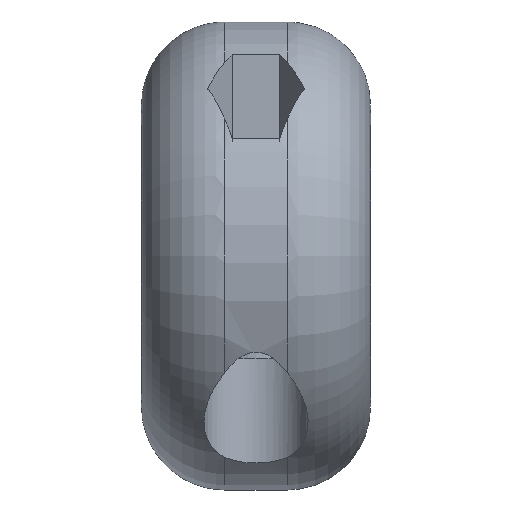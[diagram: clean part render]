
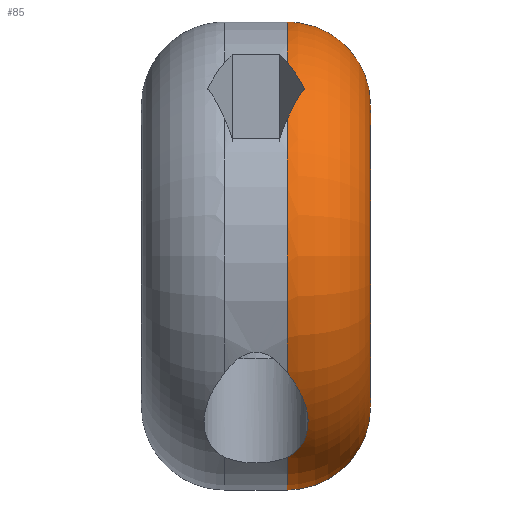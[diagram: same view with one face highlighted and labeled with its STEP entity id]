
A CAD part, top view. The second image highlights one B-rep face of the part: STEP entity #85.
In plain terms, the highlighted toroidal (fillet/blend) face has major radius 14.5 mm and minor radius 8 mm.
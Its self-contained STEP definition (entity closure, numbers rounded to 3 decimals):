
#85 = ADVANCED_FACE( '', ( #145, #146 ), #147, .T. );
#145 = FACE_OUTER_BOUND( '', #254, .T. );
#146 = FACE_OUTER_BOUND( '', #255, .T. );
#147 = TOROIDAL_SURFACE( '', #256, 14.5, 8. );
#254 = EDGE_LOOP( '', ( #419, #420, #421, #422, #423, #424, #425, #426, #427, #428 ) );
#255 = EDGE_LOOP( '', ( #429 ) );
#256 = AXIS2_PLACEMENT_3D( '', #430, #431, #432 );
#419 = ORIENTED_EDGE( '', *, *, #737, .T. );
#420 = ORIENTED_EDGE( '', *, *, #740, .T. );
#421 = ORIENTED_EDGE( '', *, *, #723, .T. );
#422 = ORIENTED_EDGE( '', *, *, #727, .T. );
#423 = ORIENTED_EDGE( '', *, *, #741, .T. );
#424 = ORIENTED_EDGE( '', *, *, #700, .F. );
#425 = ORIENTED_EDGE( '', *, *, #742, .T. );
#426 = ORIENTED_EDGE( '', *, *, #708, .F. );
#427 = ORIENTED_EDGE( '', *, *, #703, .F. );
#428 = ORIENTED_EDGE( '', *, *, #743, .T. );
#429 = ORIENTED_EDGE( '', *, *, #744, .F. );
#430 = CARTESIAN_POINT( '', ( 3., 0., 0. ) );
#431 = DIRECTION( '', ( 1., 0., 0. ) );
#432 = DIRECTION( '', ( 0., 0., -1. ) );
#700 = EDGE_CURVE( '', #809, #811, #812, .T. );
#703 = EDGE_CURVE( '', #816, #817, #818, .T. );
#708 = EDGE_CURVE( '', #817, #826, #827, .T. );
#723 = EDGE_CURVE( '', #846, #852, #854, .T. );
#727 = EDGE_CURVE( '', #852, #859, #861, .T. );
#737 = EDGE_CURVE( '', #879, #877, #880, .T. );
#740 = EDGE_CURVE( '', #877, #846, #884, .T. );
#741 = EDGE_CURVE( '', #859, #811, #885, .T. );
#742 = EDGE_CURVE( '', #809, #826, #886, .T. );
#743 = EDGE_CURVE( '', #816, #879, #887, .T. );
#744 = EDGE_CURVE( '', #888, #888, #889, .T. );
#809 = VERTEX_POINT( '', #1014 );
#811 = VERTEX_POINT( '', #1033 );
#812 = B_SPLINE_CURVE_WITH_KNOTS( '', 3, ( #1034, #1035, #1036, #1037, #1038, #1039, #1040, #1041, #1042, #1043, #1044, #1045, #1046, #1047, #1048, #1049, #1050, #1051, #1052, #1053, #1054, #1055 ), .UNSPECIFIED., .F., .F., ( 4, 2, 2, 2, 2, 2, 2, 2, 2, 2, 4 ), ( 0., 0.002, 0.002, 0.003, 0.004, 0.005, 0.006, 0.008, 0.009, 0.011, 0.012 ), .UNSPECIFIED. );
#816 = VERTEX_POINT( '', #1080 );
#817 = VERTEX_POINT( '', #1081 );
#818 = B_SPLINE_CURVE_WITH_KNOTS( '', 3, ( #1082, #1083, #1084, #1085 ), .UNSPECIFIED., .F., .F., ( 4, 4 ), ( 0., 0.004 ), .UNSPECIFIED. );
#826 = VERTEX_POINT( '', #1096 );
#827 = B_SPLINE_CURVE_WITH_KNOTS( '', 3, ( #1097, #1098, #1099, #1100 ), .UNSPECIFIED., .F., .F., ( 4, 4 ), ( 0., 0.004 ), .UNSPECIFIED. );
#846 = VERTEX_POINT( '', #1129 );
#852 = VERTEX_POINT( '', #1137 );
#854 = B_SPLINE_CURVE_WITH_KNOTS( '', 3, ( #1140, #1141, #1142, #1143 ), .UNSPECIFIED., .F., .F., ( 4, 4 ), ( 0., 0.004 ), .UNSPECIFIED. );
#859 = VERTEX_POINT( '', #1150 );
#861 = B_SPLINE_CURVE_WITH_KNOTS( '', 3, ( #1152, #1153, #1154, #1155 ), .UNSPECIFIED., .F., .F., ( 4, 4 ), ( 0., 0.004 ), .UNSPECIFIED. );
#877 = VERTEX_POINT( '', #1200 );
#879 = VERTEX_POINT( '', #1219 );
#880 = B_SPLINE_CURVE_WITH_KNOTS( '', 3, ( #1220, #1221, #1222, #1223, #1224, #1225, #1226, #1227, #1228, #1229, #1230, #1231, #1232, #1233, #1234, #1235, #1236, #1237, #1238, #1239, #1240, #1241 ), .UNSPECIFIED., .F., .F., ( 4, 2, 2, 2, 2, 2, 2, 2, 2, 2, 4 ), ( 0., 0.003, 0.004, 0.005, 0.006, 0.008, 0.009, 0.01, 0.011, 0.012, 0.012 ), .UNSPECIFIED. );
#884 = CIRCLE( '', #1266, 22.5 );
#885 = CIRCLE( '', #1267, 22.5 );
#886 = CIRCLE( '', #1268, 22.5 );
#887 = CIRCLE( '', #1269, 22.5 );
#888 = VERTEX_POINT( '', #1270 );
#889 = CIRCLE( '', #1271, 14.5 );
#1014 = CARTESIAN_POINT( '', ( 3., -19.339, 11.5 ) );
#1033 = CARTESIAN_POINT( '', ( 3., -11.225, 19.5 ) );
#1034 = CARTESIAN_POINT( '', ( 3., -19.339, 11.5 ) );
#1035 = CARTESIAN_POINT( '', ( 3.396, -19.163, 11.797 ) );
#1036 = CARTESIAN_POINT( '', ( 3.715, -18.926, 12.125 ) );
#1037 = CARTESIAN_POINT( '', ( 4.115, -18.514, 12.652 ) );
#1038 = CARTESIAN_POINT( '', ( 4.234, -18.367, 12.833 ) );
#1039 = CARTESIAN_POINT( '', ( 4.442, -18.064, 13.196 ) );
#1040 = CARTESIAN_POINT( '', ( 4.532, -17.907, 13.379 ) );
#1041 = CARTESIAN_POINT( '', ( 4.688, -17.584, 13.75 ) );
#1042 = CARTESIAN_POINT( '', ( 4.753, -17.418, 13.936 ) );
#1043 = CARTESIAN_POINT( '', ( 4.861, -17.077, 14.313 ) );
#1044 = CARTESIAN_POINT( '', ( 4.903, -16.903, 14.502 ) );
#1045 = CARTESIAN_POINT( '', ( 4.995, -16.379, 15.065 ) );
#1046 = CARTESIAN_POINT( '', ( 5.013, -16.023, 15.435 ) );
#1047 = CARTESIAN_POINT( '', ( 4.969, -15.301, 16.167 ) );
#1048 = CARTESIAN_POINT( '', ( 4.906, -14.932, 16.531 ) );
#1049 = CARTESIAN_POINT( '', ( 4.706, -14.195, 17.228 ) );
#1050 = CARTESIAN_POINT( '', ( 4.57, -13.828, 17.561 ) );
#1051 = CARTESIAN_POINT( '', ( 4.229, -13.09, 18.192 ) );
#1052 = CARTESIAN_POINT( '', ( 4.022, -12.717, 18.492 ) );
#1053 = CARTESIAN_POINT( '', ( 3.552, -11.972, 19.038 ) );
#1054 = CARTESIAN_POINT( '', ( 3.288, -11.6, 19.284 ) );
#1055 = CARTESIAN_POINT( '', ( 3., -11.225, 19.5 ) );
#1080 = CARTESIAN_POINT( '', ( 3., -13.114, -18.283 ) );
#1081 = CARTESIAN_POINT( '', ( 4.65, -16.071, -15.5 ) );
#1082 = CARTESIAN_POINT( '', ( 3., -13.114, -18.283 ) );
#1083 = CARTESIAN_POINT( '', ( 3.482, -14.246, -17.471 ) );
#1084 = CARTESIAN_POINT( '', ( 4.028, -15.241, -16.55 ) );
#1085 = CARTESIAN_POINT( '', ( 4.65, -16.071, -15.5 ) );
#1096 = CARTESIAN_POINT( '', ( 3., -18.562, -12.717 ) );
#1097 = CARTESIAN_POINT( '', ( 4.65, -16.071, -15.5 ) );
#1098 = CARTESIAN_POINT( '', ( 4.151, -17.03, -14.657 ) );
#1099 = CARTESIAN_POINT( '', ( 3.603, -17.865, -13.733 ) );
#1100 = CARTESIAN_POINT( '', ( 3., -18.562, -12.717 ) );
#1129 = CARTESIAN_POINT( '', ( 3., 18.562, 12.717 ) );
#1137 = CARTESIAN_POINT( '', ( 4.65, 16.071, 15.5 ) );
#1140 = CARTESIAN_POINT( '', ( 3., 18.562, 12.717 ) );
#1141 = CARTESIAN_POINT( '', ( 3.603, 17.865, 13.733 ) );
#1142 = CARTESIAN_POINT( '', ( 4.151, 17.03, 14.657 ) );
#1143 = CARTESIAN_POINT( '', ( 4.65, 16.071, 15.5 ) );
#1150 = CARTESIAN_POINT( '', ( 3., 13.114, 18.283 ) );
#1152 = CARTESIAN_POINT( '', ( 4.65, 16.071, 15.5 ) );
#1153 = CARTESIAN_POINT( '', ( 4.028, 15.241, 16.55 ) );
#1154 = CARTESIAN_POINT( '', ( 3.482, 14.246, 17.471 ) );
#1155 = CARTESIAN_POINT( '', ( 3., 13.114, 18.283 ) );
#1200 = CARTESIAN_POINT( '', ( 3., 19.339, -11.5 ) );
#1219 = CARTESIAN_POINT( '', ( 3., 11.225, -19.5 ) );
#1220 = CARTESIAN_POINT( '', ( 3., 11.225, -19.5 ) );
#1221 = CARTESIAN_POINT( '', ( 3.577, 11.976, -19.068 ) );
#1222 = CARTESIAN_POINT( '', ( 4.049, 12.705, -18.521 ) );
#1223 = CARTESIAN_POINT( '', ( 4.48, 13.633, -17.728 ) );
#1224 = CARTESIAN_POINT( '', ( 4.558, 13.82, -17.563 ) );
#1225 = CARTESIAN_POINT( '', ( 4.695, 14.19, -17.229 ) );
#1226 = CARTESIAN_POINT( '', ( 4.754, 14.374, -17.058 ) );
#1227 = CARTESIAN_POINT( '', ( 4.904, 14.923, -16.539 ) );
#1228 = CARTESIAN_POINT( '', ( 4.967, 15.286, -16.182 ) );
#1229 = CARTESIAN_POINT( '', ( 5.013, 16.009, -15.45 ) );
#1230 = CARTESIAN_POINT( '', ( 4.996, 16.372, -15.071 ) );
#1231 = CARTESIAN_POINT( '', ( 4.874, 17.072, -14.322 ) );
#1232 = CARTESIAN_POINT( '', ( 4.77, 17.411, -13.948 ) );
#1233 = CARTESIAN_POINT( '', ( 4.537, 17.899, -13.389 ) );
#1234 = CARTESIAN_POINT( '', ( 4.446, 18.059, -13.202 ) );
#1235 = CARTESIAN_POINT( '', ( 4.237, 18.363, -12.837 ) );
#1236 = CARTESIAN_POINT( '', ( 4.12, 18.509, -12.659 ) );
#1237 = CARTESIAN_POINT( '', ( 3.855, 18.783, -12.308 ) );
#1238 = CARTESIAN_POINT( '', ( 3.706, 18.912, -12.136 ) );
#1239 = CARTESIAN_POINT( '', ( 3.377, 19.147, -11.805 ) );
#1240 = CARTESIAN_POINT( '', ( 3.197, 19.251, -11.648 ) );
#1241 = CARTESIAN_POINT( '', ( 3., 19.339, -11.5 ) );
#1266 = AXIS2_PLACEMENT_3D( '', #1466, #1467, #1468 );
#1267 = AXIS2_PLACEMENT_3D( '', #1469, #1470, #1471 );
#1268 = AXIS2_PLACEMENT_3D( '', #1472, #1473, #1474 );
#1269 = AXIS2_PLACEMENT_3D( '', #1475, #1476, #1477 );
#1270 = CARTESIAN_POINT( '', ( 11., 0., -14.5 ) );
#1271 = AXIS2_PLACEMENT_3D( '', #1478, #1479, #1480 );
#1466 = CARTESIAN_POINT( '', ( 3., 0., 0. ) );
#1467 = DIRECTION( '', ( 1., 0., 0. ) );
#1468 = DIRECTION( '', ( 0., 0., -1. ) );
#1469 = CARTESIAN_POINT( '', ( 3., 0., 0. ) );
#1470 = DIRECTION( '', ( 1., 0., 0. ) );
#1471 = DIRECTION( '', ( 0., 0., -1. ) );
#1472 = CARTESIAN_POINT( '', ( 3., 0., 0. ) );
#1473 = DIRECTION( '', ( 1., 0., 0. ) );
#1474 = DIRECTION( '', ( 0., 0., -1. ) );
#1475 = CARTESIAN_POINT( '', ( 3., 0., 0. ) );
#1476 = DIRECTION( '', ( 1., 0., 0. ) );
#1477 = DIRECTION( '', ( 0., 0., -1. ) );
#1478 = CARTESIAN_POINT( '', ( 11., 0., 0. ) );
#1479 = DIRECTION( '', ( 1., 0., 0. ) );
#1480 = DIRECTION( '', ( 0., 0., -1. ) );
